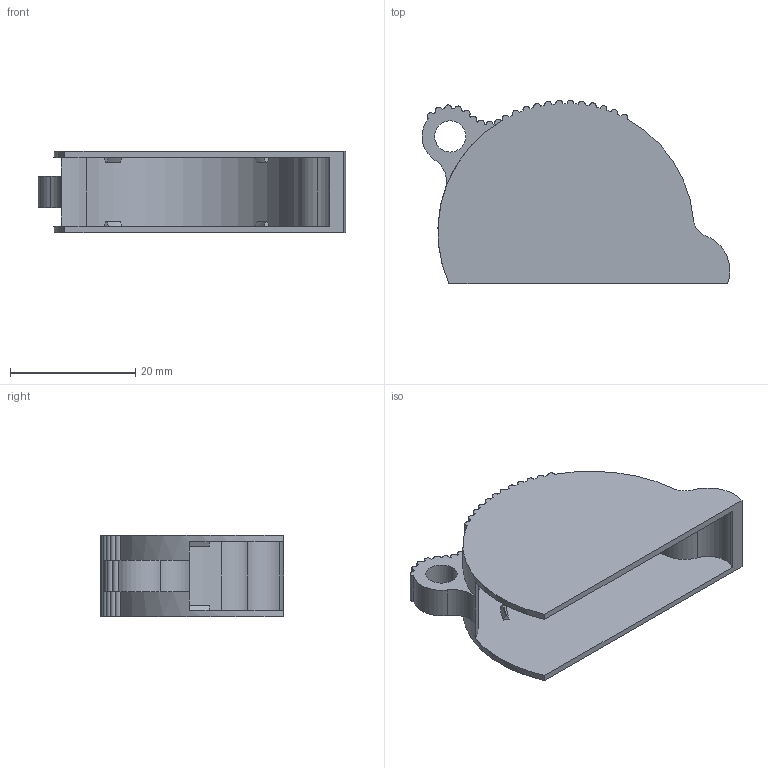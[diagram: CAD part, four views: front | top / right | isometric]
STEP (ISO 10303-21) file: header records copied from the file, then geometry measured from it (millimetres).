
FILE_DESCRIPTION(('CATIA V5 STEP Exchange'),'2;1');
FILE_NAME('Hood_v4.stp','2020-05-06T22:48:12+00:00',('none'),('none'),'CATIA Unofficial Packaging Version SP3','CATIA V5 STEP AP203','none');
FILE_SCHEMA(('CONFIG_CONTROL_DESIGN'));
Length unit declared in the file: millimetre
Products named in the file (1): Hood_v4
Bounding box: 49.27 x 29.37 x 13 mm (x, y, z)
Volume: 3822.2 mm3; surface area: 6015.6 mm2
Topology: 1 solids, 1 shells, 81 faces, 227 edges, 152 vertices
Faces by surface type: cylinder 54, plane 19, cone 8
Entity records: 2466 total; most frequent: ORIENTED_EDGE 454, CARTESIAN_POINT 435, DIRECTION 334, EDGE_CURVE 227, AXIS2_PLACEMENT_3D 183, VERTEX_POINT 152, CIRCLE 128, VECTOR 98
